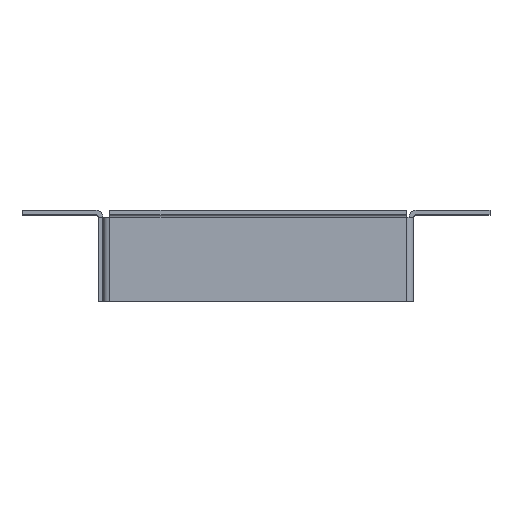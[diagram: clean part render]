
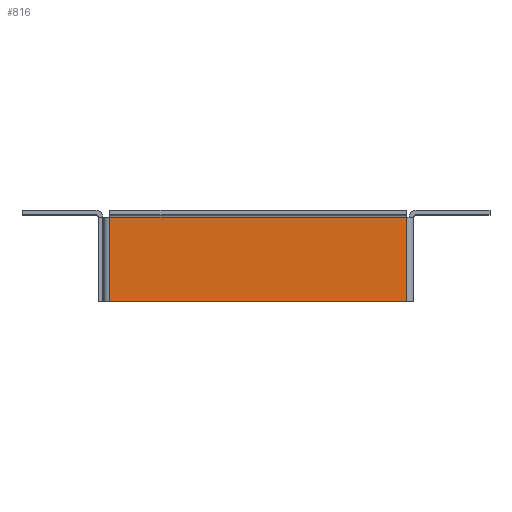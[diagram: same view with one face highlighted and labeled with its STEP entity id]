
A CAD part, top view. The second image highlights one B-rep face of the part: STEP entity #816.
In plain terms, the highlighted planar face has unit normal (0, 0, 1).
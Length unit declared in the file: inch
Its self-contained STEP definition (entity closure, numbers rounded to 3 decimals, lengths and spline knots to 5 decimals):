
#47 = VERTEX_POINT ( 'NONE', #694 ) ;
#100 = DIRECTION ( 'NONE',  ( 1., 0., 0. ) ) ;
#101 = VECTOR ( 'NONE', #593, 39.37008 ) ;
#174 = CARTESIAN_POINT ( 'NONE',  ( -1.89299, 0.5195, 1.95 ) ) ;
#413 = EDGE_CURVE ( 'NONE', #1386, #47, #1794, .T. ) ;
#522 = ORIENTED_EDGE ( 'NONE', *, *, #849, .F. ) ;
#569 = DIRECTION ( 'NONE',  ( -1., 0., 0. ) ) ;
#582 = ORIENTED_EDGE ( 'NONE', *, *, #1252, .F. ) ;
#593 = DIRECTION ( 'NONE',  ( 1., 0., 0. ) ) ;
#694 = CARTESIAN_POINT ( 'NONE',  ( 1.864, -0.5195, 1.95 ) ) ;
#816 = ADVANCED_FACE ( 'NONE', ( #2212 ), #1574, .F. ) ;
#849 = EDGE_CURVE ( 'NONE', #1386, #1613, #2052, .T. ) ;
#872 = CARTESIAN_POINT ( 'NONE',  ( 1.864, 0.5195, 1.95 ) ) ;
#1014 = VECTOR ( 'NONE', #1842, 39.37008 ) ;
#1017 = VECTOR ( 'NONE', #1249, 39.37008 ) ;
#1046 = EDGE_LOOP ( 'NONE', ( #582, #1949, #522, #1895 ) ) ;
#1249 = DIRECTION ( 'NONE',  ( 0., -1., 0. ) ) ;
#1252 = EDGE_CURVE ( 'NONE', #1686, #47, #2444, .T. ) ;
#1386 = VERTEX_POINT ( 'NONE', #1722 ) ;
#1419 = CARTESIAN_POINT ( 'NONE',  ( -1.80699, 0.5195, 1.95 ) ) ;
#1438 = AXIS2_PLACEMENT_3D ( 'NONE', #174, #2376, #569 ) ;
#1574 = PLANE ( 'NONE',  #1438 ) ;
#1613 = VERTEX_POINT ( 'NONE', #1419 ) ;
#1686 = VERTEX_POINT ( 'NONE', #872 ) ;
#1722 = CARTESIAN_POINT ( 'NONE',  ( -1.80699, -0.5195, 1.95 ) ) ;
#1794 = LINE ( 'NONE', #2593, #2065 ) ;
#1804 = LINE ( 'NONE', #2396, #101 ) ;
#1842 = DIRECTION ( 'NONE',  ( 0., 1., 0. ) ) ;
#1870 = CARTESIAN_POINT ( 'NONE',  ( 1.864, 0.5195, 1.95 ) ) ;
#1895 = ORIENTED_EDGE ( 'NONE', *, *, #413, .T. ) ;
#1949 = ORIENTED_EDGE ( 'NONE', *, *, #1975, .F. ) ;
#1975 = EDGE_CURVE ( 'NONE', #1613, #1686, #1804, .T. ) ;
#2052 = LINE ( 'NONE', #2096, #1014 ) ;
#2065 = VECTOR ( 'NONE', #100, 39.37008 ) ;
#2096 = CARTESIAN_POINT ( 'NONE',  ( -1.80699, 0.5195, 1.95 ) ) ;
#2212 = FACE_OUTER_BOUND ( 'NONE', #1046, .T. ) ;
#2376 = DIRECTION ( 'NONE',  ( 0., 0., -1. ) ) ;
#2396 = CARTESIAN_POINT ( 'NONE',  ( -1.89299, 0.5195, 1.95 ) ) ;
#2444 = LINE ( 'NONE', #1870, #1017 ) ;
#2593 = CARTESIAN_POINT ( 'NONE',  ( -1.89299, -0.5195, 1.95 ) ) ;
